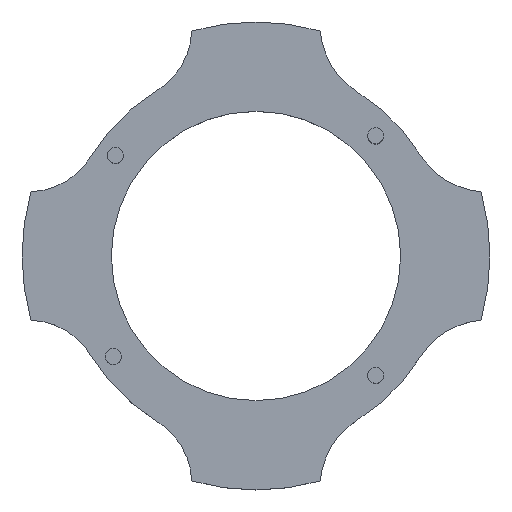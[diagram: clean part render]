
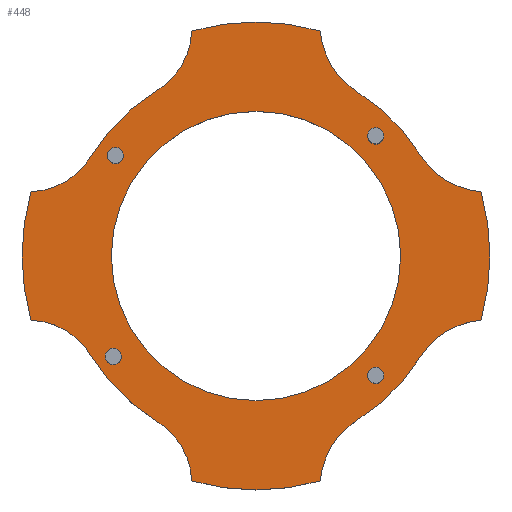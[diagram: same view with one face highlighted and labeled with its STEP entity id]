
A CAD part, top view. The second image highlights one B-rep face of the part: STEP entity #448.
In plain terms, the highlighted planar face has unit normal (0, 0, 1).
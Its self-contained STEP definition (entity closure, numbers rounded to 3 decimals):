
#16=FACE_BOUND('',#81,.T.);
#17=FACE_BOUND('',#82,.T.);
#18=FACE_BOUND('',#83,.T.);
#19=FACE_BOUND('',#84,.T.);
#20=FACE_BOUND('',#85,.T.);
#25=PLANE('',#531);
#52=FACE_OUTER_BOUND('',#80,.T.);
#80=EDGE_LOOP('',(#380,#381,#382,#383,#384,#385,#386,#387,#388,#389,#390,
#391,#392,#393,#394,#395));
#81=EDGE_LOOP('',(#396));
#82=EDGE_LOOP('',(#397));
#83=EDGE_LOOP('',(#398));
#84=EDGE_LOOP('',(#399));
#85=EDGE_LOOP('',(#400));
#130=CIRCLE('',#466,2.5);
#132=CIRCLE('',#470,2.5);
#134=CIRCLE('',#474,2.5);
#153=CIRCLE('',#496,22.5);
#154=CIRCLE('',#498,60.);
#155=CIRCLE('',#500,22.5);
#156=CIRCLE('',#502,72.801);
#157=CIRCLE('',#504,22.5);
#158=CIRCLE('',#506,60.);
#159=CIRCLE('',#508,22.5);
#160=CIRCLE('',#510,72.801);
#161=CIRCLE('',#512,25.);
#162=CIRCLE('',#514,60.);
#163=CIRCLE('',#516,25.);
#164=CIRCLE('',#518,72.801);
#165=CIRCLE('',#520,25.);
#166=CIRCLE('',#522,60.);
#167=CIRCLE('',#524,25.);
#168=CIRCLE('',#526,72.801);
#169=CIRCLE('',#528,45.);
#170=CIRCLE('',#530,2.5);
#172=VERTEX_POINT('',#698);
#174=VERTEX_POINT('',#705);
#176=VERTEX_POINT('',#712);
#195=VERTEX_POINT('',#754);
#196=VERTEX_POINT('',#755);
#197=VERTEX_POINT('',#760);
#198=VERTEX_POINT('',#764);
#199=VERTEX_POINT('',#768);
#200=VERTEX_POINT('',#772);
#201=VERTEX_POINT('',#776);
#202=VERTEX_POINT('',#780);
#203=VERTEX_POINT('',#784);
#204=VERTEX_POINT('',#788);
#205=VERTEX_POINT('',#792);
#206=VERTEX_POINT('',#796);
#207=VERTEX_POINT('',#800);
#208=VERTEX_POINT('',#804);
#209=VERTEX_POINT('',#808);
#210=VERTEX_POINT('',#812);
#211=VERTEX_POINT('',#818);
#212=VERTEX_POINT('',#822);
#215=EDGE_CURVE('',#172,#172,#130,.T.);
#218=EDGE_CURVE('',#174,#174,#132,.T.);
#221=EDGE_CURVE('',#176,#176,#134,.T.);
#240=EDGE_CURVE('',#195,#196,#153,.T.);
#243=EDGE_CURVE('',#197,#196,#154,.T.);
#245=EDGE_CURVE('',#197,#198,#155,.T.);
#247=EDGE_CURVE('',#199,#198,#156,.T.);
#249=EDGE_CURVE('',#199,#200,#157,.T.);
#252=EDGE_CURVE('',#201,#200,#158,.T.);
#253=EDGE_CURVE('',#201,#202,#159,.T.);
#255=EDGE_CURVE('',#203,#202,#160,.T.);
#257=EDGE_CURVE('',#203,#204,#161,.T.);
#260=EDGE_CURVE('',#205,#204,#162,.T.);
#261=EDGE_CURVE('',#205,#206,#163,.T.);
#263=EDGE_CURVE('',#207,#206,#164,.T.);
#265=EDGE_CURVE('',#207,#208,#165,.T.);
#267=EDGE_CURVE('',#209,#208,#166,.T.);
#269=EDGE_CURVE('',#209,#210,#167,.T.);
#271=EDGE_CURVE('',#195,#210,#168,.T.);
#272=EDGE_CURVE('',#211,#211,#169,.T.);
#275=EDGE_CURVE('',#212,#212,#170,.T.);
#380=ORIENTED_EDGE('',*,*,#271,.T.);
#381=ORIENTED_EDGE('',*,*,#269,.F.);
#382=ORIENTED_EDGE('',*,*,#267,.T.);
#383=ORIENTED_EDGE('',*,*,#265,.F.);
#384=ORIENTED_EDGE('',*,*,#263,.T.);
#385=ORIENTED_EDGE('',*,*,#261,.F.);
#386=ORIENTED_EDGE('',*,*,#260,.T.);
#387=ORIENTED_EDGE('',*,*,#257,.F.);
#388=ORIENTED_EDGE('',*,*,#255,.T.);
#389=ORIENTED_EDGE('',*,*,#253,.F.);
#390=ORIENTED_EDGE('',*,*,#252,.T.);
#391=ORIENTED_EDGE('',*,*,#249,.F.);
#392=ORIENTED_EDGE('',*,*,#247,.T.);
#393=ORIENTED_EDGE('',*,*,#245,.F.);
#394=ORIENTED_EDGE('',*,*,#243,.T.);
#395=ORIENTED_EDGE('',*,*,#240,.F.);
#396=ORIENTED_EDGE('',*,*,#215,.T.);
#397=ORIENTED_EDGE('',*,*,#218,.T.);
#398=ORIENTED_EDGE('',*,*,#221,.T.);
#399=ORIENTED_EDGE('',*,*,#275,.T.);
#400=ORIENTED_EDGE('',*,*,#272,.T.);
#448=ADVANCED_FACE('',(#52,#16,#17,#18,#19,#20),#25,.T.);
#466=AXIS2_PLACEMENT_3D('',#700,#540,#541);
#470=AXIS2_PLACEMENT_3D('',#707,#549,#550);
#474=AXIS2_PLACEMENT_3D('',#714,#558,#559);
#496=AXIS2_PLACEMENT_3D('',#756,#602,#603);
#498=AXIS2_PLACEMENT_3D('',#761,#608,#609);
#500=AXIS2_PLACEMENT_3D('',#765,#613,#614);
#502=AXIS2_PLACEMENT_3D('',#769,#618,#619);
#504=AXIS2_PLACEMENT_3D('',#773,#623,#624);
#506=AXIS2_PLACEMENT_3D('',#778,#629,#630);
#508=AXIS2_PLACEMENT_3D('',#781,#633,#634);
#510=AXIS2_PLACEMENT_3D('',#785,#638,#639);
#512=AXIS2_PLACEMENT_3D('',#789,#643,#644);
#514=AXIS2_PLACEMENT_3D('',#794,#649,#650);
#516=AXIS2_PLACEMENT_3D('',#797,#653,#654);
#518=AXIS2_PLACEMENT_3D('',#801,#658,#659);
#520=AXIS2_PLACEMENT_3D('',#805,#663,#664);
#522=AXIS2_PLACEMENT_3D('',#809,#668,#669);
#524=AXIS2_PLACEMENT_3D('',#813,#673,#674);
#526=AXIS2_PLACEMENT_3D('',#816,#678,#679);
#528=AXIS2_PLACEMENT_3D('',#819,#682,#683);
#530=AXIS2_PLACEMENT_3D('',#824,#688,#689);
#531=AXIS2_PLACEMENT_3D('',#825,#690,#691);
#540=DIRECTION('center_axis',(0.,0.,-1.));
#541=DIRECTION('ref_axis',(1.,0.,0.));
#549=DIRECTION('center_axis',(0.,0.,-1.));
#550=DIRECTION('ref_axis',(1.,0.,0.));
#558=DIRECTION('center_axis',(0.,0.,-1.));
#559=DIRECTION('ref_axis',(-1.,0.,0.));
#602=DIRECTION('center_axis',(0.,0.,1.));
#603=DIRECTION('ref_axis',(0.515,0.857,0.));
#608=DIRECTION('center_axis',(0.,0.,1.));
#609=DIRECTION('ref_axis',(-0.943,-0.333,0.));
#613=DIRECTION('center_axis',(0.,0.,1.));
#614=DIRECTION('ref_axis',(0.857,0.515,0.));
#618=DIRECTION('center_axis',(0.,0.,1.));
#619=DIRECTION('ref_axis',(-0.962,0.275,0.));
#623=DIRECTION('center_axis',(0.,0.,1.));
#624=DIRECTION('ref_axis',(0.857,-0.515,0.));
#629=DIRECTION('center_axis',(0.,0.,1.));
#630=DIRECTION('ref_axis',(-0.333,0.943,0.));
#633=DIRECTION('center_axis',(0.,0.,1.));
#634=DIRECTION('ref_axis',(0.515,-0.857,0.));
#638=DIRECTION('center_axis',(0.,0.,1.));
#639=DIRECTION('ref_axis',(0.275,0.962,0.));
#643=DIRECTION('center_axis',(0.,0.,1.));
#644=DIRECTION('ref_axis',(-0.528,-0.849,0.));
#649=DIRECTION('center_axis',(0.,0.,1.));
#650=DIRECTION('ref_axis',(0.943,0.333,0.));
#653=DIRECTION('center_axis',(0.,0.,1.));
#654=DIRECTION('ref_axis',(-0.849,-0.528,0.));
#658=DIRECTION('center_axis',(0.,0.,1.));
#659=DIRECTION('ref_axis',(0.962,-0.275,0.));
#663=DIRECTION('center_axis',(0.,0.,1.));
#664=DIRECTION('ref_axis',(-0.849,0.528,0.));
#668=DIRECTION('center_axis',(0.,0.,1.));
#669=DIRECTION('ref_axis',(0.333,-0.943,0.));
#673=DIRECTION('center_axis',(0.,0.,1.));
#674=DIRECTION('ref_axis',(-0.528,0.849,0.));
#678=DIRECTION('center_axis',(0.,0.,1.));
#679=DIRECTION('ref_axis',(-0.275,-0.962,0.));
#682=DIRECTION('center_axis',(0.,0.,-1.));
#683=DIRECTION('ref_axis',(1.,0.,0.));
#688=DIRECTION('center_axis',(0.,0.,-1.));
#689=DIRECTION('ref_axis',(-1.,0.,0.));
#690=DIRECTION('center_axis',(0.,0.,1.));
#691=DIRECTION('ref_axis',(1.,0.,0.));
#698=CARTESIAN_POINT('',(-46.237,31.16,10.));
#700=CARTESIAN_POINT('Origin',(-43.737,31.16,10.));
#705=CARTESIAN_POINT('',(-46.917,-31.387,10.));
#707=CARTESIAN_POINT('Origin',(-44.417,-31.387,10.));
#712=CARTESIAN_POINT('',(39.769,-37.269,10.));
#714=CARTESIAN_POINT('Origin',(37.269,-37.269,10.));
#754=CARTESIAN_POINT('',(-20.,-70.,10.));
#755=CARTESIAN_POINT('',(-30.901,-51.431,10.));
#756=CARTESIAN_POINT('Origin',(-42.489,-70.718,10.));
#760=CARTESIAN_POINT('',(-51.431,-30.901,10.));
#761=CARTESIAN_POINT('Origin',(0.,0.,10.));
#764=CARTESIAN_POINT('',(-70.,-20.,10.));
#765=CARTESIAN_POINT('Origin',(-70.718,-42.489,10.));
#768=CARTESIAN_POINT('',(-70.,20.,10.));
#769=CARTESIAN_POINT('Origin',(0.,0.,10.));
#772=CARTESIAN_POINT('',(-51.431,30.901,10.));
#773=CARTESIAN_POINT('Origin',(-70.718,42.489,10.));
#776=CARTESIAN_POINT('',(-30.901,51.431,10.));
#778=CARTESIAN_POINT('Origin',(0.,0.,10.));
#780=CARTESIAN_POINT('',(-20.,70.,10.));
#781=CARTESIAN_POINT('Origin',(-42.489,70.718,10.));
#784=CARTESIAN_POINT('',(20.,70.,10.));
#785=CARTESIAN_POINT('Origin',(0.,0.,10.));
#788=CARTESIAN_POINT('',(31.698,50.943,10.));
#789=CARTESIAN_POINT('Origin',(44.906,72.17,10.));
#792=CARTESIAN_POINT('',(50.943,31.698,10.));
#794=CARTESIAN_POINT('Origin',(0.,0.,10.));
#796=CARTESIAN_POINT('',(70.,20.,10.));
#797=CARTESIAN_POINT('Origin',(72.17,44.906,10.));
#800=CARTESIAN_POINT('',(70.,-20.,10.));
#801=CARTESIAN_POINT('Origin',(0.,0.,10.));
#804=CARTESIAN_POINT('',(50.943,-31.698,10.));
#805=CARTESIAN_POINT('Origin',(72.17,-44.906,10.));
#808=CARTESIAN_POINT('',(31.698,-50.943,10.));
#809=CARTESIAN_POINT('Origin',(0.,0.,10.));
#812=CARTESIAN_POINT('',(20.,-70.,10.));
#813=CARTESIAN_POINT('Origin',(44.906,-72.17,10.));
#816=CARTESIAN_POINT('Origin',(0.,0.,10.));
#818=CARTESIAN_POINT('',(-45.,0.,10.));
#819=CARTESIAN_POINT('Origin',(0.,0.,10.));
#822=CARTESIAN_POINT('',(39.769,37.269,10.));
#824=CARTESIAN_POINT('Origin',(37.269,37.269,10.));
#825=CARTESIAN_POINT('Origin',(0.,0.,10.));
